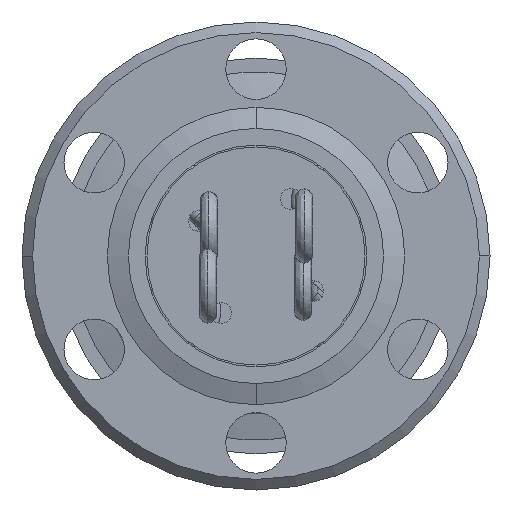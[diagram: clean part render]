
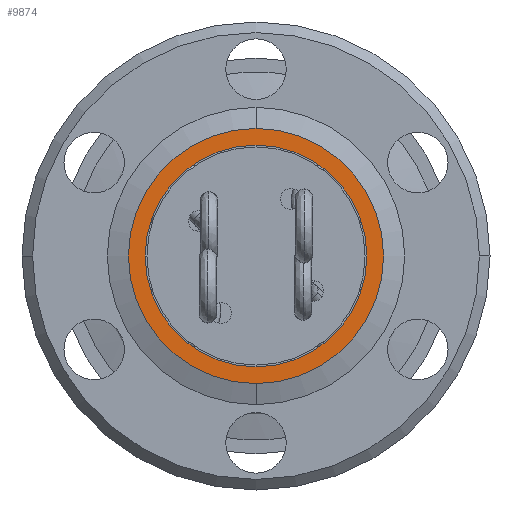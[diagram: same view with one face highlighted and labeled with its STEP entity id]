
A CAD part, front view. The second image highlights one B-rep face of the part: STEP entity #9874.
In plain terms, the highlighted planar face has unit normal (0, -1, 0).
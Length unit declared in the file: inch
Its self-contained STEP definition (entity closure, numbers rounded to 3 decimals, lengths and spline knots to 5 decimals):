
#110 = AXIS2_PLACEMENT_3D ( 'NONE', #6812, #6811, #6810 ) ;
#123 = AXIS2_PLACEMENT_3D ( 'NONE', #5970, #5968, #5966 ) ;
#144 = AXIS2_PLACEMENT_3D ( 'NONE', #6829, #6827, #6826 ) ;
#375 = DIRECTION ( 'NONE',  ( 1., 0., 0. ) ) ;
#376 = DIRECTION ( 'NONE',  ( 0., -1., 0. ) ) ;
#377 = CARTESIAN_POINT ( 'NONE',  ( 0., -1.238, 0. ) ) ;
#1452 = AXIS2_PLACEMENT_3D ( 'NONE', #377, #376, #375 ) ;
#1981 = EDGE_CURVE ( 'NONE', #5659, #5664, #8178, .T. ) ;
#2168 = EDGE_CURVE ( 'NONE', #5664, #5659, #7936, .T. ) ;
#2173 = EDGE_CURVE ( 'NONE', #5888, #5794, #7931, .T. ) ;
#2197 = EDGE_CURVE ( 'NONE', #5794, #5888, #7910, .T. ) ;
#3030 = CARTESIAN_POINT ( 'NONE',  ( 0., -1.238, 0.315 ) ) ;
#3033 = CARTESIAN_POINT ( 'NONE',  ( 0., -1.238, -0.315 ) ) ;
#3108 = CARTESIAN_POINT ( 'NONE',  ( -0.3625, -1.238, 0. ) ) ;
#4379 = CARTESIAN_POINT ( 'NONE',  ( 0.3625, -1.238, 0. ) ) ;
#4881 = EDGE_LOOP ( 'NONE', ( #5346, #5348 ) ) ;
#4885 = EDGE_LOOP ( 'NONE', ( #5350, #5351 ) ) ;
#5346 = ORIENTED_EDGE ( 'NONE', *, *, #2173, .T. ) ;
#5348 = ORIENTED_EDGE ( 'NONE', *, *, #2197, .T. ) ;
#5350 = ORIENTED_EDGE ( 'NONE', *, *, #1981, .F. ) ;
#5351 = ORIENTED_EDGE ( 'NONE', *, *, #2168, .F. ) ;
#5659 = VERTEX_POINT ( 'NONE', #3030 ) ;
#5664 = VERTEX_POINT ( 'NONE', #3033 ) ;
#5794 = VERTEX_POINT ( 'NONE', #3108 ) ;
#5888 = VERTEX_POINT ( 'NONE', #4379 ) ;
#5966 = DIRECTION ( 'NONE',  ( 0., 0., 1. ) ) ;
#5968 = DIRECTION ( 'NONE',  ( 0., -1., 0. ) ) ;
#5970 = CARTESIAN_POINT ( 'NONE',  ( 0., -1.238, 0. ) ) ;
#6810 = DIRECTION ( 'NONE',  ( 1., 0., 0. ) ) ;
#6811 = DIRECTION ( 'NONE',  ( 0., -1., 0. ) ) ;
#6812 = CARTESIAN_POINT ( 'NONE',  ( 0., -1.238, 0. ) ) ;
#6826 = DIRECTION ( 'NONE',  ( 0., 0., 1. ) ) ;
#6827 = DIRECTION ( 'NONE',  ( 0., -1., 0. ) ) ;
#6829 = CARTESIAN_POINT ( 'NONE',  ( 0., -1.238, 0. ) ) ;
#7367 = FACE_BOUND ( 'NONE', #4885, .T. ) ;
#7370 = FACE_OUTER_BOUND ( 'NONE', #4881, .T. ) ;
#7910 = CIRCLE ( 'NONE', #1452, 0.3625 ) ;
#7931 = CIRCLE ( 'NONE', #110, 0.3625 ) ;
#7936 = CIRCLE ( 'NONE', #144, 0.315 ) ;
#8178 = CIRCLE ( 'NONE', #123, 0.315 ) ;
#9020 = CARTESIAN_POINT ( 'NONE',  ( 0., -1.238, 0. ) ) ;
#9027 = PLANE ( 'NONE',  #10241 ) ;
#9029 = DIRECTION ( 'NONE',  ( 0., 1., 0. ) ) ;
#9030 = DIRECTION ( 'NONE',  ( -1., 0., 0. ) ) ;
#9874 = ADVANCED_FACE ( 'NONE', ( #7370, #7367 ), #9027, .F. ) ;
#10241 = AXIS2_PLACEMENT_3D ( 'NONE', #9020, #9029, #9030 ) ;
